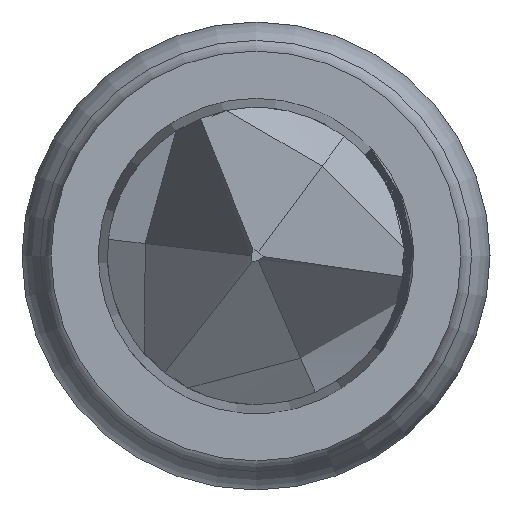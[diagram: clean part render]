
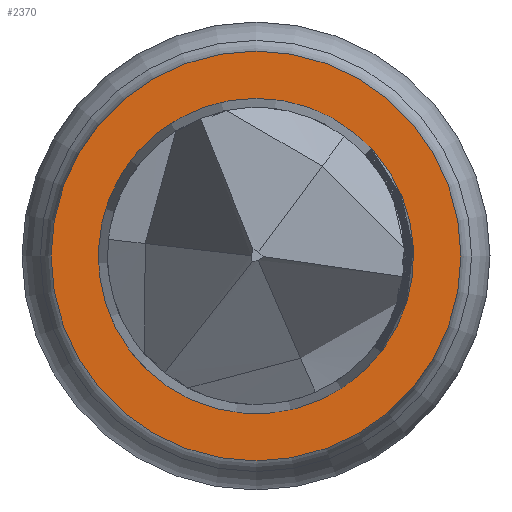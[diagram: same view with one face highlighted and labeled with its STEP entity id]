
A CAD part, left-side view. The second image highlights one B-rep face of the part: STEP entity #2370.
In plain terms, the highlighted planar face has unit normal (-1, 0, 0).
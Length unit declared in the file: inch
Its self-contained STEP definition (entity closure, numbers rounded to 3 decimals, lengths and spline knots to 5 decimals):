
#141 = FACE_OUTER_BOUND ( 'NONE', #692, .T. ) ;
#205 = EDGE_LOOP ( 'NONE', ( #2408 ) ) ;
#351 = CIRCLE ( 'NONE', #1901, 0.01354 ) ;
#409 = EDGE_CURVE ( 'NONE', #714, #714, #1452, .T. ) ;
#497 = CARTESIAN_POINT ( 'NONE',  ( 0., 0., 0.01354 ) ) ;
#692 = EDGE_LOOP ( 'NONE', ( #1714 ) ) ;
#706 = EDGE_CURVE ( 'NONE', #2426, #2426, #351, .T. ) ;
#714 = VERTEX_POINT ( 'NONE', #1155 ) ;
#887 = AXIS2_PLACEMENT_3D ( 'NONE', #2353, #1693, #2566 ) ;
#958 = DIRECTION ( 'NONE',  ( -1., 0., 0. ) ) ;
#1016 = FACE_BOUND ( 'NONE', #205, .T. ) ;
#1155 = CARTESIAN_POINT ( 'NONE',  ( 0., 0., -0.0176 ) ) ;
#1452 = CIRCLE ( 'NONE', #887, 0.0176 ) ;
#1635 = PLANE ( 'NONE',  #2636 ) ;
#1693 = DIRECTION ( 'NONE',  ( 1., 0., 0. ) ) ;
#1694 = DIRECTION ( 'NONE',  ( -1., 0., 0. ) ) ;
#1714 = ORIENTED_EDGE ( 'NONE', *, *, #409, .F. ) ;
#1901 = AXIS2_PLACEMENT_3D ( 'NONE', #2451, #958, #1999 ) ;
#1918 = DIRECTION ( 'NONE',  ( 0., 0., 1. ) ) ;
#1999 = DIRECTION ( 'NONE',  ( 0., 0., 1. ) ) ;
#2353 = CARTESIAN_POINT ( 'NONE',  ( 0., 0., 0. ) ) ;
#2355 = CARTESIAN_POINT ( 'NONE',  ( 0., 0.0165, 0. ) ) ;
#2370 = ADVANCED_FACE ( 'NONE', ( #1016, #141 ), #1635, .T. ) ;
#2408 = ORIENTED_EDGE ( 'NONE', *, *, #706, .F. ) ;
#2426 = VERTEX_POINT ( 'NONE', #497 ) ;
#2451 = CARTESIAN_POINT ( 'NONE',  ( 0., 0., 0. ) ) ;
#2566 = DIRECTION ( 'NONE',  ( 0., 0., -1. ) ) ;
#2636 = AXIS2_PLACEMENT_3D ( 'NONE', #2355, #1694, #1918 ) ;
